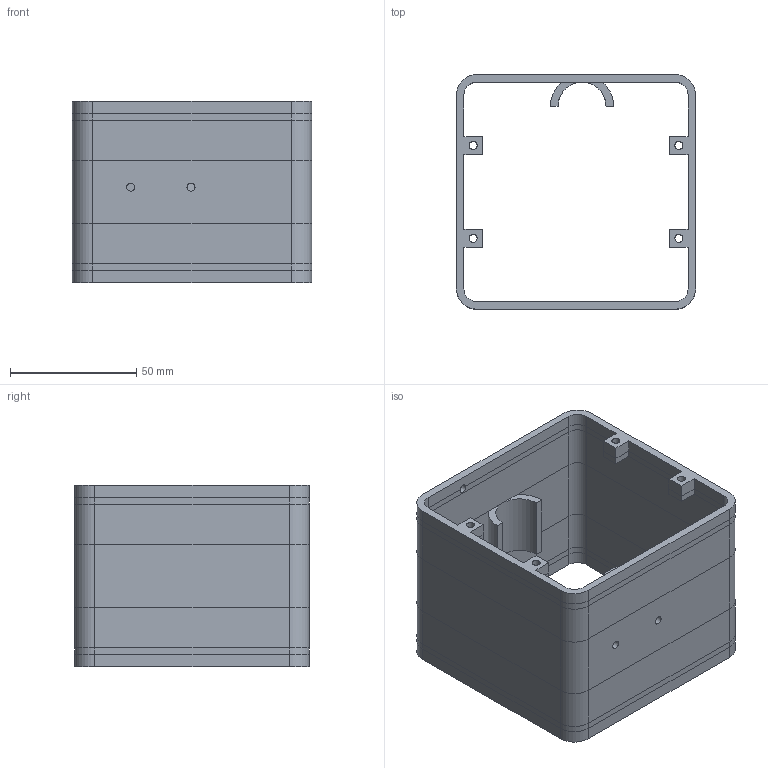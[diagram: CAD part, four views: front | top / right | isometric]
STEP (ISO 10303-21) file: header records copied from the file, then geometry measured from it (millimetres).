
FILE_DESCRIPTION(('FreeCAD Model'),'2;1');
FILE_NAME('Open CASCADE Shape Model','2023-02-23T15:54:41',(''),(''), 'Open CASCADE STEP processor 7.6','FreeCAD','Unknown');
FILE_SCHEMA(('AUTOMOTIVE_DESIGN { 1 0 10303 214 1 1 1 1 }'));
Length unit declared in the file: millimetre
Products named in the file (1): Unibody
Bounding box: 94.8 x 93 x 72 mm (x, y, z)
Volume: 80068.6 mm3; surface area: 56378.4 mm2
Topology: 1 solids, 1 shells, 264 faces, 618 edges, 362 vertices
Faces by surface type: plane 193, cylinder 71
Full cylindrical faces by diameter (mm): 3.2 x12
Entity records: 15413 total; most frequent: CARTESIAN_POINT 2523, DIRECTION 2477, LINE 1702, VECTOR 1702, ORIENTED_EDGE 1236, PCURVE 1236, DEFINITIONAL_REPRESENTATION 1236, EDGE_CURVE 618
